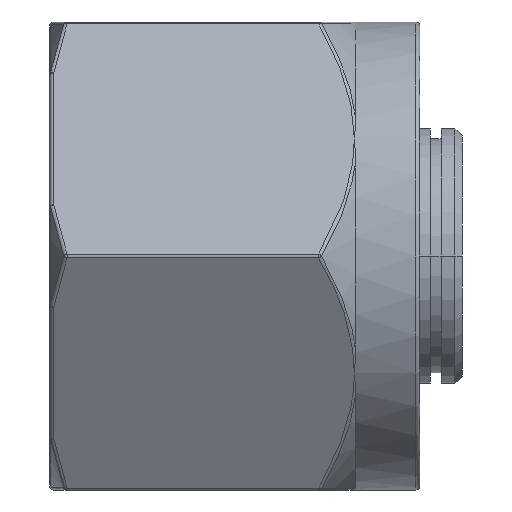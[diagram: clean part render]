
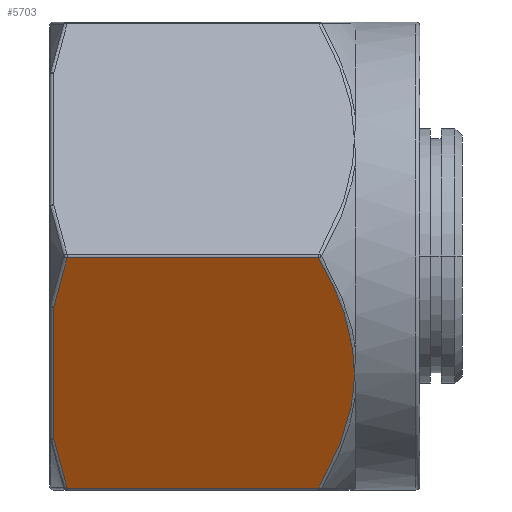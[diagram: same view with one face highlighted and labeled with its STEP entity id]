
A CAD part, front view. The second image highlights one B-rep face of the part: STEP entity #5703.
In plain terms, the highlighted planar face has unit normal (0, -0.866, -0.5).
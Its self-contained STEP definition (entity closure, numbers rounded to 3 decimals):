
#2109=CARTESIAN_POINT('',(-4.75,-6.405,
-10.906));
#2110=CARTESIAN_POINT('',(-4.632,-6.523,
-10.702));
#2111=CARTESIAN_POINT('',(-4.406,-6.759,
-10.293));
#2112=CARTESIAN_POINT('',(-4.094,-7.12,
-9.667));
#2113=CARTESIAN_POINT('',(-3.831,-7.465,
-9.071));
#2114=CARTESIAN_POINT('',(-3.605,-7.806,
-8.479));
#2115=CARTESIAN_POINT('',(-3.413,-8.156,
-7.873));
#2116=CARTESIAN_POINT('',(-3.267,-8.493,
-7.289));
#2117=CARTESIAN_POINT('',(-3.171,-8.797,
-6.763));
#2118=CARTESIAN_POINT('',(-3.113,-9.066,
-6.297));
#2119=CARTESIAN_POINT('',(-3.083,-9.306,
-5.882));
#2120=CARTESIAN_POINT('',(-3.078,-9.455,
-5.623));
#2121=CARTESIAN_POINT('',(-3.078,-9.526,
-5.5));
#2123=DIRECTION('',(-1.,0.,0.));
#2124=VECTOR('',#2123,11.83);
#2125=CARTESIAN_POINT('',(-4.75,-6.405,
-10.906));
#2126=LINE('',#2125,#2124);
#2127=CARTESIAN_POINT('',(-17.212,-7.736,
-8.6));
#2128=CARTESIAN_POINT('',(-17.177,-7.639,
-8.769));
#2129=CARTESIAN_POINT('',(-17.101,-7.444,
-9.106));
#2130=CARTESIAN_POINT('',(-16.969,-7.145,
-9.624));
#2131=CARTESIAN_POINT('',(-16.834,-6.869,
-10.103));
#2132=CARTESIAN_POINT('',(-16.704,-6.624,
-10.528));
#2133=CARTESIAN_POINT('',(-16.621,-6.475,
-10.785));
#2134=CARTESIAN_POINT('',(-16.58,-6.405,
-10.906));
#2136=DIRECTION('',(0.,-0.5,0.866));
#2137=VECTOR('',#2136,7.16);
#2138=CARTESIAN_POINT('',(-17.212,-7.736,
-8.6));
#2139=LINE('',#2138,#2137);
#2140=CARTESIAN_POINT('',(-16.58,-12.648,
-0.094));
#2141=CARTESIAN_POINT('',(-16.632,-12.558,
-0.248));
#2142=CARTESIAN_POINT('',(-16.726,-12.388,
-0.543));
#2143=CARTESIAN_POINT('',(-16.845,-12.161,
-0.936));
#2144=CARTESIAN_POINT('',(-16.945,-11.956,
-1.291));
#2145=CARTESIAN_POINT('',(-17.03,-11.771,
-1.613));
#2146=CARTESIAN_POINT('',(-17.102,-11.603,
-1.902));
#2147=CARTESIAN_POINT('',(-17.162,-11.453,
-2.163));
#2148=CARTESIAN_POINT('',(-17.196,-11.36,
-2.323));
#2149=CARTESIAN_POINT('',(-17.212,-11.316,
-2.4));
#2151=DIRECTION('',(-1.,0.,0.));
#2152=VECTOR('',#2151,11.83);
#2153=CARTESIAN_POINT('',(-4.75,-12.648,
-0.094));
#2154=LINE('',#2153,#2152);
#2155=CARTESIAN_POINT('',(-3.078,-9.526,
-5.5));
#2156=CARTESIAN_POINT('',(-3.078,-9.574,
-5.417));
#2157=CARTESIAN_POINT('',(-3.08,-9.675,
-5.242));
#2158=CARTESIAN_POINT('',(-3.094,-9.844,
-4.949));
#2159=CARTESIAN_POINT('',(-3.122,-10.032,
-4.624));
#2160=CARTESIAN_POINT('',(-3.169,-10.242,
-4.26));
#2161=CARTESIAN_POINT('',(-3.24,-10.479,
-3.851));
#2162=CARTESIAN_POINT('',(-3.345,-10.746,
-3.387));
#2163=CARTESIAN_POINT('',(-3.492,-11.049,
-2.863));
#2164=CARTESIAN_POINT('',(-3.695,-11.389,
-2.274));
#2165=CARTESIAN_POINT('',(-3.961,-11.766,
-1.62));
#2166=CARTESIAN_POINT('',(-4.303,-12.182,
-0.9));
#2167=CARTESIAN_POINT('',(-4.591,-12.488,
-0.37));
#2168=CARTESIAN_POINT('',(-4.75,-12.648,
-0.094));
#3001=VERTEX_POINT('',#2109);
#3002=VERTEX_POINT('',#2121);
#3074=CARTESIAN_POINT('',(-16.58,-6.405,
-10.906));
#3075=VERTEX_POINT('',#3074);
#3078=VERTEX_POINT('',#2127);
#3084=CARTESIAN_POINT('',(-17.212,-11.316,
-2.4));
#3085=VERTEX_POINT('',#3084);
#3089=VERTEX_POINT('',#2168);
#3093=CARTESIAN_POINT('',(-16.58,-12.648,
-0.094));
#3094=VERTEX_POINT('',#3093);
#5684=CARTESIAN_POINT('',(0.,-12.702,0.));
#5685=DIRECTION('',(0.,-0.866,-0.5));
#5686=DIRECTION('',(0.,0.5,-0.866));
#5687=AXIS2_PLACEMENT_3D('',#5684,#5685,#5686);
#5688=PLANE('',#5687);
#5689=ORIENTED_EDGE('',*,*,#5490,.F.);
#5691=ORIENTED_EDGE('',*,*,#5690,.T.);
#5693=ORIENTED_EDGE('',*,*,#5692,.F.);
#5695=ORIENTED_EDGE('',*,*,#5694,.T.);
#5697=ORIENTED_EDGE('',*,*,#5696,.F.);
#5699=ORIENTED_EDGE('',*,*,#5698,.F.);
#5700=ORIENTED_EDGE('',*,*,#5674,.F.);
#5701=EDGE_LOOP('',(#5689,#5691,#5693,#5695,#5697,#5699,#5700));
#5702=FACE_OUTER_BOUND('',#5701,.F.);
#2122=B_SPLINE_CURVE_WITH_KNOTS('',3,(#2109,#2110,#2111,#2112,#2113,#2114,#2115,
#2116,#2117,#2118,#2119,#2120,#2121),.UNSPECIFIED.,.F.,.F.,(4,1,1,1,1,1,1,1,1,1,
4),(0.,0.1,0.2,0.3,0.4,0.5,0.6,0.7,0.8,0.9,1.),
.UNSPECIFIED.);
#2135=B_SPLINE_CURVE_WITH_KNOTS('',3,(#2127,#2128,#2129,#2130,#2131,#2132,#2133,
#2134),.UNSPECIFIED.,.F.,.F.,(4,1,1,1,1,4),(0.,0.2,0.4,0.6,0.8,1.),
.UNSPECIFIED.);
#2150=B_SPLINE_CURVE_WITH_KNOTS('',3,(#2140,#2141,#2142,#2143,#2144,#2145,#2146,
#2147,#2148,#2149),.UNSPECIFIED.,.F.,.F.,(4,1,1,1,1,1,1,4),(0.,
0.143,0.286,0.429,0.571,
0.714,0.857,1.),.UNSPECIFIED.);
#2169=B_SPLINE_CURVE_WITH_KNOTS('',3,(#2155,#2156,#2157,#2158,#2159,#2160,#2161,
#2162,#2163,#2164,#2165,#2166,#2167,#2168),.UNSPECIFIED.,.F.,.F.,(4,1,1,1,1,1,1,
1,1,1,1,4),(0.,0.091,0.182,0.273,
0.364,0.455,0.545,0.636,
0.727,0.818,0.909,1.),.UNSPECIFIED.);
#5490=EDGE_CURVE('',#3001,#3002,#2122,.T.);
#5674=EDGE_CURVE('',#3002,#3089,#2169,.T.);
#5690=EDGE_CURVE('',#3001,#3075,#2126,.T.);
#5692=EDGE_CURVE('',#3078,#3075,#2135,.T.);
#5694=EDGE_CURVE('',#3078,#3085,#2139,.T.);
#5696=EDGE_CURVE('',#3094,#3085,#2150,.T.);
#5698=EDGE_CURVE('',#3089,#3094,#2154,.T.);
#5703=ADVANCED_FACE('',(#5702),#5688,.T.);
